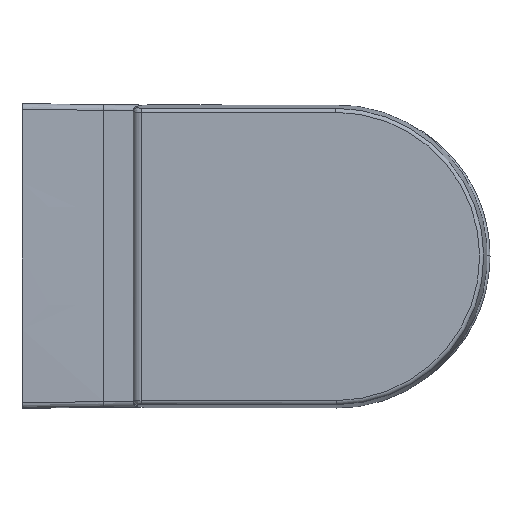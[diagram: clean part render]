
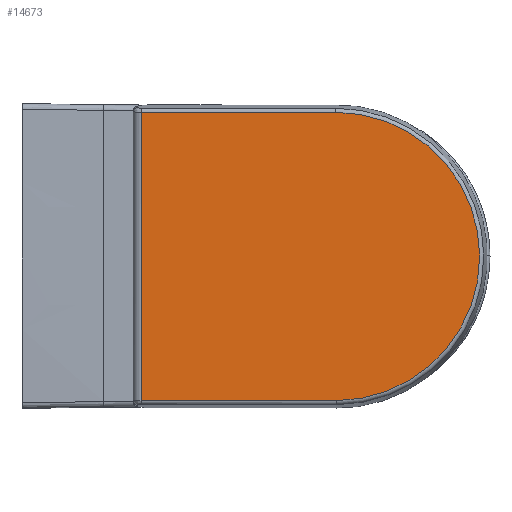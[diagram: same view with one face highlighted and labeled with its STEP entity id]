
A CAD part, top view. The second image highlights one B-rep face of the part: STEP entity #14673.
In plain terms, the highlighted planar face has unit normal (0, 0, 1).
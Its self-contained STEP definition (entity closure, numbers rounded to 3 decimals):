
#14104=CARTESIAN_POINT('',(31.768,3.631,42.0));
#14105=VERTEX_POINT('',#14104);
#14132=CARTESIAN_POINT('',(33.017,-347.517,42.0));
#14133=VERTEX_POINT('',#14132);
#14141=CARTESIAN_POINT('',(33.018,-171.941,42.0));
#14142=DIRECTION('',(0.0,0.0,-1.0));
#14143=DIRECTION('',(-0.994,-0.111,0.0));
#14144=AXIS2_PLACEMENT_3D('',#14141,#14142,#14143);
#14145=CIRCLE('',#14144,175.576);
#14146=EDGE_CURVE('',#14133,#14105,#14145,.T.);
#14158=CARTESIAN_POINT('',(269.358,-347.519,42.0));
#14159=VERTEX_POINT('',#14158);
#14167=CARTESIAN_POINT('',(269.358,-347.519,42.0));
#14168=DIRECTION('',(-1.,0.,0.0));
#14169=VECTOR('',#14168,236.341);
#14170=LINE('',#14167,#14169);
#14171=EDGE_CURVE('',#14159,#14133,#14170,.T.);
#14425=CARTESIAN_POINT('',(269.36,3.63,42.0));
#14426=VERTEX_POINT('',#14425);
#14427=CARTESIAN_POINT('',(31.768,3.631,42.0));
#14428=DIRECTION('',(1.,0.,0.0));
#14429=VECTOR('',#14428,237.591);
#14430=LINE('',#14427,#14429);
#14431=EDGE_CURVE('',#14105,#14426,#14430,.T.);
#14653=CARTESIAN_POINT('',(269.36,3.63,42.0));
#14654=DIRECTION('',(0.,-1.,0.0));
#14655=VECTOR('',#14654,351.148);
#14656=LINE('',#14653,#14655);
#14657=EDGE_CURVE('',#14426,#14159,#14656,.T.);
#14662=CARTESIAN_POINT('',(95.404,-171.927,42.0));
#14663=DIRECTION('',(0.0,0.0,1.0));
#14664=DIRECTION('',(1.0,0.0,0.0));
#14665=AXIS2_PLACEMENT_3D('',#14662,#14663,#14664);
#14666=PLANE('',#14665);
#14667=ORIENTED_EDGE('',*,*,#14171,.F.);
#14668=ORIENTED_EDGE('',*,*,#14657,.F.);
#14669=ORIENTED_EDGE('',*,*,#14431,.F.);
#14670=ORIENTED_EDGE('',*,*,#14146,.F.);
#14671=EDGE_LOOP('',(#14667,#14668,#14669,#14670));
#14672=FACE_OUTER_BOUND('',#14671,.T.);
#14673=ADVANCED_FACE('',(#14672),#14666,.T.);
